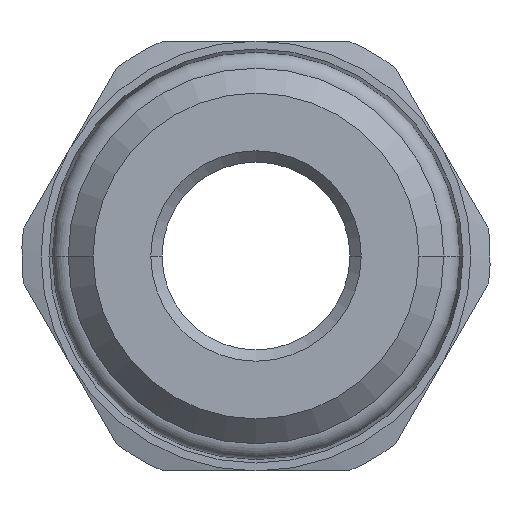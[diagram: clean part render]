
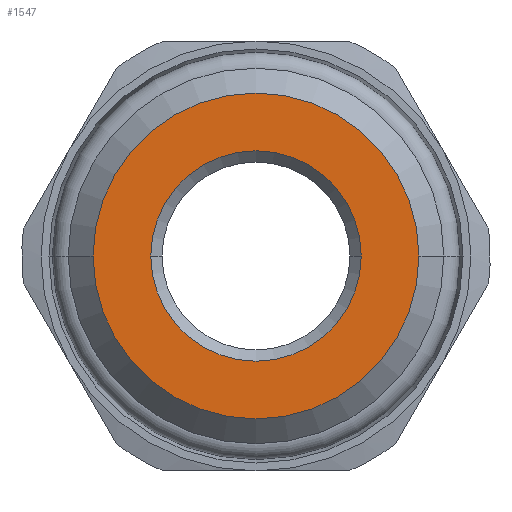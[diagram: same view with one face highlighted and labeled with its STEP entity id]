
A CAD part, front view. The second image highlights one B-rep face of the part: STEP entity #1547.
In plain terms, the highlighted planar face has unit normal (0, -1, 0).
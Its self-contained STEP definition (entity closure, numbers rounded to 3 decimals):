
#360=CARTESIAN_POINT('',(0.,-8.,0.));
#361=DIRECTION('',(0.,-1.,0.));
#362=DIRECTION('',(1.,0.,0.));
#363=AXIS2_PLACEMENT_3D('',#360,#361,#362);
#365=CARTESIAN_POINT('',(0.,-8.,0.));
#366=DIRECTION('',(0.,-1.,0.));
#367=DIRECTION('',(-1.,0.,0.));
#368=AXIS2_PLACEMENT_3D('',#365,#366,#367);
#370=CARTESIAN_POINT('',(0.,-8.,0.));
#371=DIRECTION('',(0.,-1.,0.));
#372=DIRECTION('',(1.,0.,0.));
#373=AXIS2_PLACEMENT_3D('',#370,#371,#372);
#375=CARTESIAN_POINT('',(0.,-8.,0.));
#376=DIRECTION('',(0.,-1.,0.));
#377=DIRECTION('',(-1.,0.,0.));
#378=AXIS2_PLACEMENT_3D('',#375,#376,#377);
#846=CARTESIAN_POINT('',(7.2,-8.,0.));
#847=VERTEX_POINT('',#846);
#848=CARTESIAN_POINT('',(-7.2,-8.,0.));
#849=VERTEX_POINT('',#848);
#858=CARTESIAN_POINT('',(4.65,-8.,0.));
#859=CARTESIAN_POINT('',(-4.65,-8.,0.));
#860=VERTEX_POINT('',#858);
#861=VERTEX_POINT('',#859);
#1532=CARTESIAN_POINT('',(0.,-8.,0.));
#1533=DIRECTION('',(0.,1.,0.));
#1534=DIRECTION('',(0.,0.,1.));
#1535=AXIS2_PLACEMENT_3D('',#1532,#1533,#1534);
#1536=PLANE('',#1535);
#1537=ORIENTED_EDGE('',*,*,#1525,.F.);
#1538=ORIENTED_EDGE('',*,*,#1514,.F.);
#1539=EDGE_LOOP('',(#1537,#1538));
#1540=FACE_OUTER_BOUND('',#1539,.F.);
#1542=ORIENTED_EDGE('',*,*,#1541,.T.);
#1544=ORIENTED_EDGE('',*,*,#1543,.T.);
#1545=EDGE_LOOP('',(#1542,#1544));
#1546=FACE_BOUND('',#1545,.F.);
#1547=ADVANCED_FACE('',(#1540,#1546),#1536,.F.);
#364=CIRCLE('',#363,7.2);
#369=CIRCLE('',#368,7.2);
#374=CIRCLE('',#373,4.65);
#379=CIRCLE('',#378,4.65);
#1514=EDGE_CURVE('',#849,#847,#369,.T.);
#1525=EDGE_CURVE('',#847,#849,#364,.T.);
#1541=EDGE_CURVE('',#860,#861,#374,.T.);
#1543=EDGE_CURVE('',#861,#860,#379,.T.);
